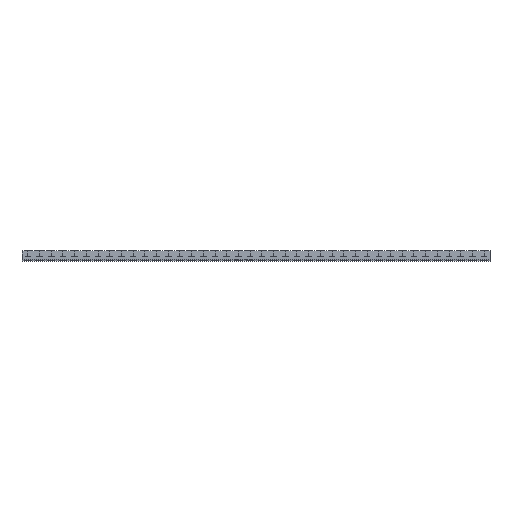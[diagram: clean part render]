
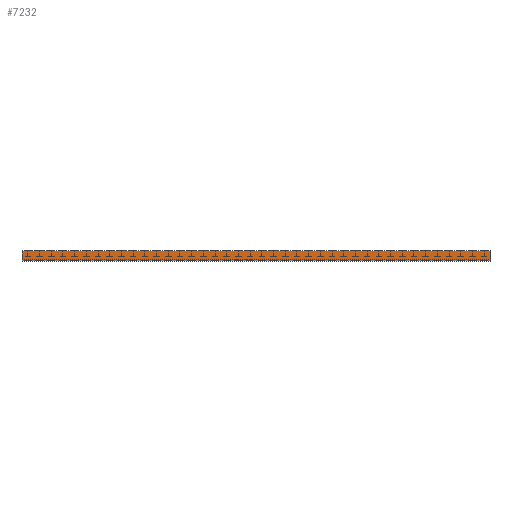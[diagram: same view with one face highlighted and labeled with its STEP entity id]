
A CAD part, top view. The second image highlights one B-rep face of the part: STEP entity #7232.
In plain terms, the highlighted planar face has unit normal (0, 0, 1).
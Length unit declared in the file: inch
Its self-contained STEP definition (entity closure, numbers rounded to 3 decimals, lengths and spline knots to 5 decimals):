
#378 = DIRECTION ( 'NONE',  ( 0., -1., 0. ) ) ;
#584 = VERTEX_POINT ( 'NONE', #8056 ) ;
#1390 = VECTOR ( 'NONE', #13054, 39.37008 ) ;
#1969 = PLANE ( 'NONE',  #11938 ) ;
#2247 = EDGE_CURVE ( 'NONE', #584, #10083, #12092, .T. ) ;
#2352 = CARTESIAN_POINT ( 'NONE',  ( 20., 0.75, 40. ) ) ;
#2489 = ORIENTED_EDGE ( 'NONE', *, *, #2247, .F. ) ;
#2965 = DIRECTION ( 'NONE',  ( 1., 0., 0. ) ) ;
#3190 = CARTESIAN_POINT ( 'NONE',  ( 20., 0., 40. ) ) ;
#3830 = CARTESIAN_POINT ( 'NONE',  ( -20., 0.75, 40. ) ) ;
#4356 = VERTEX_POINT ( 'NONE', #5898 ) ;
#5302 = CARTESIAN_POINT ( 'NONE',  ( -20., 0.75, 40. ) ) ;
#5898 = CARTESIAN_POINT ( 'NONE',  ( -20., 0.75, 40. ) ) ;
#6617 = VECTOR ( 'NONE', #6678, 39.37008 ) ;
#6678 = DIRECTION ( 'NONE',  ( 0., -1., 0. ) ) ;
#7232 = ADVANCED_FACE ( 'NONE', ( #9786 ), #1969, .F. ) ;
#7595 = ORIENTED_EDGE ( 'NONE', *, *, #10906, .T. ) ;
#8056 = CARTESIAN_POINT ( 'NONE',  ( 20., 0.75, 40. ) ) ;
#8087 = VERTEX_POINT ( 'NONE', #8817 ) ;
#8371 = LINE ( 'NONE', #3830, #9156 ) ;
#8670 = VECTOR ( 'NONE', #378, 39.37008 ) ;
#8817 = CARTESIAN_POINT ( 'NONE',  ( -20., 0., 40. ) ) ;
#9156 = VECTOR ( 'NONE', #2965, 39.37008 ) ;
#9639 = DIRECTION ( 'NONE',  ( 0., 0., -1. ) ) ;
#9786 = FACE_OUTER_BOUND ( 'NONE', #10592, .T. ) ;
#9961 = CARTESIAN_POINT ( 'NONE',  ( -20., 0.75, 40. ) ) ;
#10083 = VERTEX_POINT ( 'NONE', #3190 ) ;
#10489 = EDGE_CURVE ( 'NONE', #8087, #10083, #12272, .T. ) ;
#10592 = EDGE_LOOP ( 'NONE', ( #13730, #2489, #13355, #7595 ) ) ;
#10775 = DIRECTION ( 'NONE',  ( -1., 0., 0. ) ) ;
#10906 = EDGE_CURVE ( 'NONE', #4356, #8087, #12239, .T. ) ;
#11063 = CARTESIAN_POINT ( 'NONE',  ( -20., 0., 40. ) ) ;
#11938 = AXIS2_PLACEMENT_3D ( 'NONE', #5302, #9639, #10775 ) ;
#12092 = LINE ( 'NONE', #2352, #6617 ) ;
#12239 = LINE ( 'NONE', #9961, #8670 ) ;
#12272 = LINE ( 'NONE', #11063, #1390 ) ;
#13054 = DIRECTION ( 'NONE',  ( 1., 0., 0. ) ) ;
#13355 = ORIENTED_EDGE ( 'NONE', *, *, #13690, .F. ) ;
#13690 = EDGE_CURVE ( 'NONE', #4356, #584, #8371, .T. ) ;
#13730 = ORIENTED_EDGE ( 'NONE', *, *, #10489, .T. ) ;
